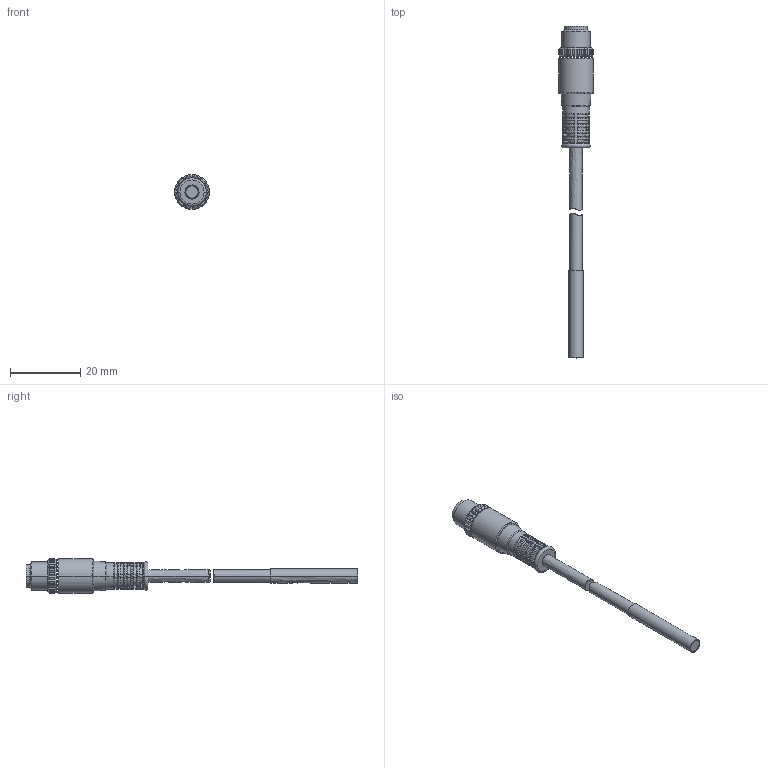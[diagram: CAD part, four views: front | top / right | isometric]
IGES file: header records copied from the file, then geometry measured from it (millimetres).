
Start section:  PTC IGES file: DW-AV-60X-04-2xx.igs
Global section: file name: DW-AV-60X-04-2xx.igs; native system: Creo Parametric by Parametric Technology Corporation; preprocessor: 2016360; author: stagiaire01rd; organization: Unknown; date: 20170412.090439; units: millimetre
Bounding box: 9.97 x 94.8 x 9.97 mm (x, y, z)
Surface area: 2192.7 mm2 (no closed solid volume)
Topology: 0 solids, 0 shells, 373 faces, 1952 edges, 1946 vertices
Faces by surface type: bspline 198, revolution 173, extrusion 2
